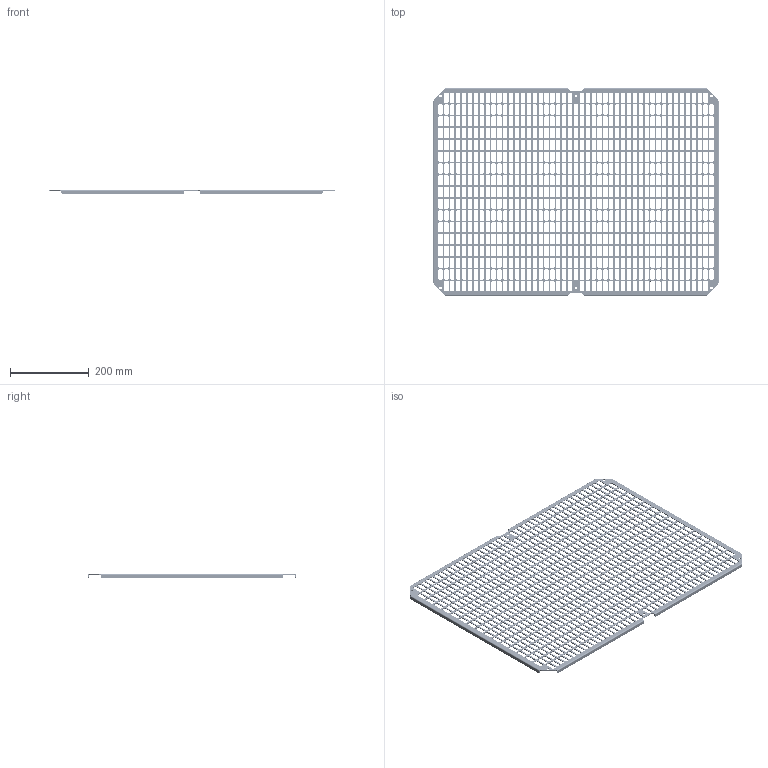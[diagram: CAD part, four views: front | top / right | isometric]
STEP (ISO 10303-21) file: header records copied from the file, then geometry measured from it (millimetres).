
FILE_DESCRIPTION (( 'STEP AP203' ), '1' );
FILE_NAME ('MPP 8060.STEP', '2021-12-08T12:01:31', ( '' ), ( '' ), 'SwSTEP 2.0', 'SolidWorks 2020', '' );
FILE_SCHEMA (( 'CONFIG_CONTROL_DESIGN' ));
Products named in the file (1): MPP 8060
Bounding box: 730 x 530 x 10 mm (x, y, z)
Volume: 351953.7 mm3; surface area: 469228 mm2
Topology: 1 solids, 1 shells, 6438 faces, 19308 edges, 12872 vertices
Faces by surface type: plane 3222, cylinder 3216
Entity records: 222117 total; most frequent: CARTESIAN_POINT 38619, DIRECTION 38618, ORIENTED_EDGE 38616, EDGE_CURVE 19308, LINE 12876, VECTOR 12876, VERTEX_POINT 12872, AXIS2_PLACEMENT_3D 12871
